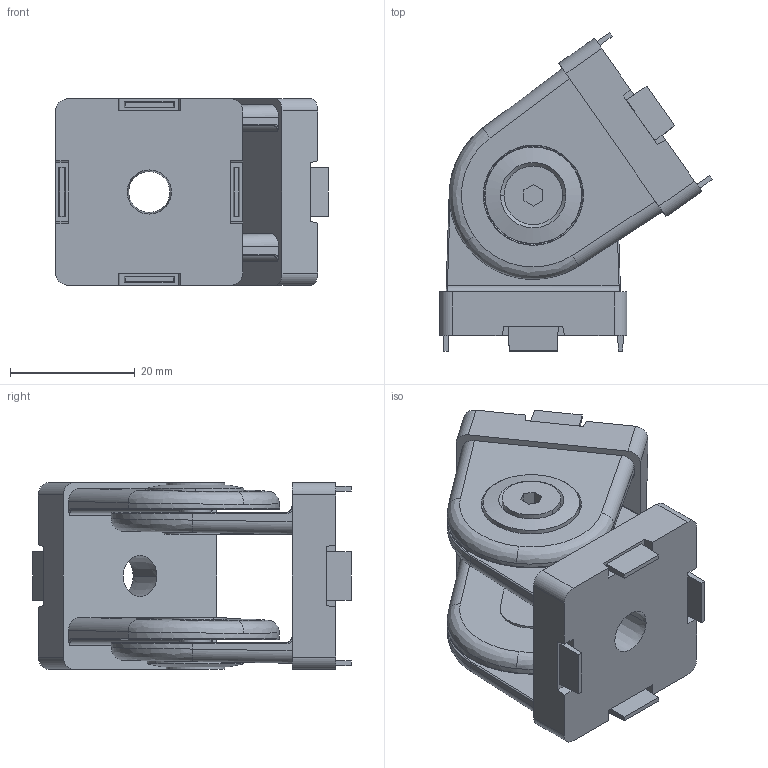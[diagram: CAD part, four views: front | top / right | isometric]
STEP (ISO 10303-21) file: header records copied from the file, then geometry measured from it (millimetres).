
FILE_DESCRIPTION (( 'STEP AP203' ), '1' );
FILE_NAME ('151199.step', '2021-06-03T16:34:19', ( '' ), ( '' ), 'SwSTEP 2.0', 'SolidWorks 2021', '' );
FILE_SCHEMA (( 'CONFIG_CONTROL_DESIGN' ));
Length unit declared in the file: millimetre
Products named in the file (1): 151199
Bounding box: 43.72 x 51.1 x 30 mm (x, y, z)
Volume: 20907.6 mm3; surface area: 13384.9 mm2
Topology: 6 solids, 6 shells, 346 faces, 848 edges, 538 vertices
Faces by surface type: plane 156, cylinder 74, torus 64, cone 34, bspline 16, sphere 2
Entity records: 12807 total; most frequent: CARTESIAN_POINT 4654, ORIENTED_EDGE 1696, DIRECTION 1662, EDGE_CURVE 848, AXIS2_PLACEMENT_3D 612, VERTEX_POINT 538, VECTOR 438, LINE 438
